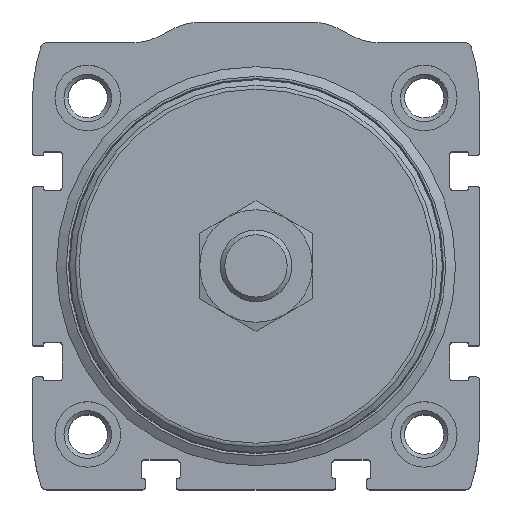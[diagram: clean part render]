
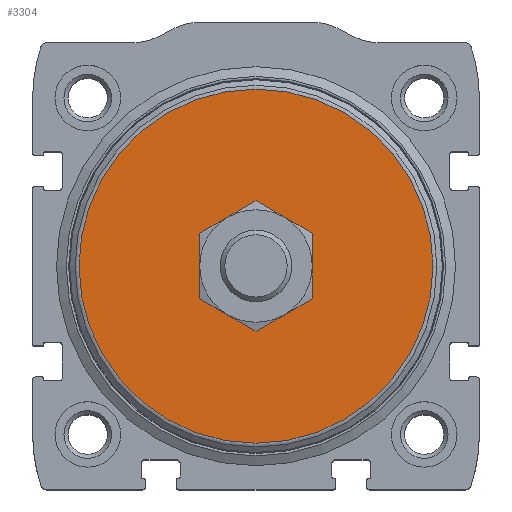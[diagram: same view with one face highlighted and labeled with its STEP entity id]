
A CAD part, top view. The second image highlights one B-rep face of the part: STEP entity #3304.
In plain terms, the highlighted planar face has unit normal (0, 0, 1).
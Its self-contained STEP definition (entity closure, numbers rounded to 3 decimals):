
#248=CIRCLE('',#3705,29.728);
#249=CIRCLE('',#3707,9.165);
#1137=ORIENTED_EDGE('',*,*,#1650,.T.);
#1138=ORIENTED_EDGE('',*,*,#1649,.F.);
#1649=EDGE_CURVE('',#1985,#1985,#248,.T.);
#1650=EDGE_CURVE('',#1986,#1986,#249,.T.);
#1985=VERTEX_POINT('',#5640);
#1986=VERTEX_POINT('',#5643);
#2715=EDGE_LOOP('',(#1137));
#2716=EDGE_LOOP('',(#1138));
#2991=FACE_BOUND('',#2715,.T.);
#2992=FACE_BOUND('',#2716,.T.);
#3126=PLANE('',#3706);
#3304=ADVANCED_FACE('',(#2991,#2992),#3126,.T.);
#3705=AXIS2_PLACEMENT_3D('',#5639,#4651,#4652);
#3706=AXIS2_PLACEMENT_3D('',#5641,#4653,#4654);
#3707=AXIS2_PLACEMENT_3D('',#5642,#4655,#4656);
#4651=DIRECTION('',(0.,0.,-1.));
#4652=DIRECTION('',(-1.,0.,0.));
#4653=DIRECTION('',(0.,0.,1.));
#4654=DIRECTION('',(1.,0.,0.));
#4655=DIRECTION('',(0.,0.,-1.));
#4656=DIRECTION('',(-1.,0.,0.));
#5639=CARTESIAN_POINT('',(0.,0.,44.8));
#5640=CARTESIAN_POINT('',(-29.728,0.,44.8));
#5641=CARTESIAN_POINT('',(0.,29.728,44.8));
#5642=CARTESIAN_POINT('',(0.,0.,44.8));
#5643=CARTESIAN_POINT('',(-9.165,0.,44.8));
